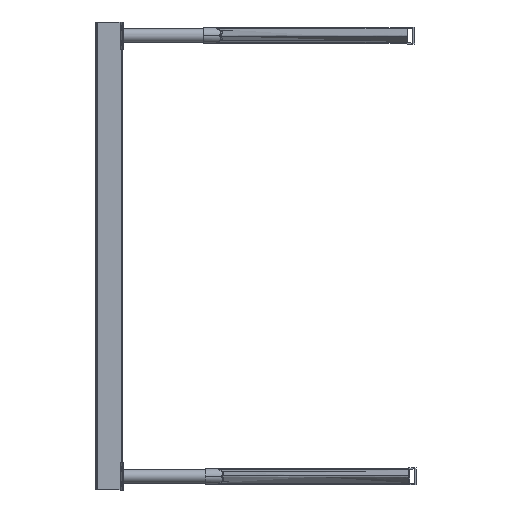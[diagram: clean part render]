
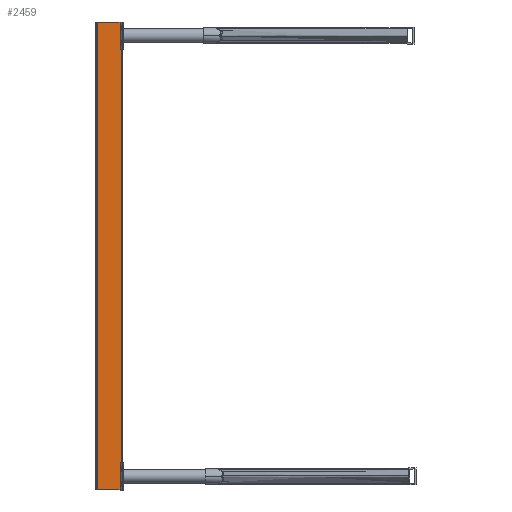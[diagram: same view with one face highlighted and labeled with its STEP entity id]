
A CAD part, left-side view. The second image highlights one B-rep face of the part: STEP entity #2459.
In plain terms, the highlighted face is planar.
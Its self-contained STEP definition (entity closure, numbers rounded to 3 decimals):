
#62 = DIRECTION ( 'NONE',  ( 0., 0., 1. ) ) ;
#191 = VERTEX_POINT ( 'NONE', #1552 ) ;
#241 = DIRECTION ( 'NONE',  ( -1., 0., 0. ) ) ;
#263 = CARTESIAN_POINT ( 'NONE',  ( 3505.2, 12.7, -47.625 ) ) ;
#318 = EDGE_CURVE ( 'NONE', #3402, #4370, #3732, .T. ) ;
#379 = CARTESIAN_POINT ( 'NONE',  ( 3505.2, 190.5, -47.625 ) ) ;
#440 = FACE_OUTER_BOUND ( 'NONE', #1363, .T. ) ;
#563 = VECTOR ( 'NONE', #4199, 1000. ) ;
#1143 = LINE ( 'NONE', #263, #2917 ) ;
#1188 = ORIENTED_EDGE ( 'NONE', *, *, #3397, .T. ) ;
#1236 = EDGE_CURVE ( 'NONE', #191, #3402, #1143, .T. ) ;
#1363 = EDGE_LOOP ( 'NONE', ( #1188, #3391, #2918, #4485 ) ) ;
#1552 = CARTESIAN_POINT ( 'NONE',  ( 3505.2, 12.7, -47.625 ) ) ;
#1638 = DIRECTION ( 'NONE',  ( 0., -1., 0. ) ) ;
#1972 = CARTESIAN_POINT ( 'NONE',  ( 0., 12.7, -47.625 ) ) ;
#2028 = PLANE ( 'NONE',  #4825 ) ;
#2066 = DIRECTION ( 'NONE',  ( 0., 1., 0. ) ) ;
#2459 = ADVANCED_FACE ( 'NONE', ( #440 ), #2028, .F. ) ;
#2782 = CARTESIAN_POINT ( 'NONE',  ( 0., 190.5, -47.625 ) ) ;
#2832 = VERTEX_POINT ( 'NONE', #1972 ) ;
#2917 = VECTOR ( 'NONE', #3374, 1000. ) ;
#2918 = ORIENTED_EDGE ( 'NONE', *, *, #1236, .F. ) ;
#2997 = CARTESIAN_POINT ( 'NONE',  ( 3505.2, 12.7, -47.625 ) ) ;
#3304 = CARTESIAN_POINT ( 'NONE',  ( 3505.2, 190.5, -47.625 ) ) ;
#3374 = DIRECTION ( 'NONE',  ( 0., 1., 0. ) ) ;
#3391 = ORIENTED_EDGE ( 'NONE', *, *, #318, .F. ) ;
#3397 = EDGE_CURVE ( 'NONE', #2832, #4370, #4714, .T. ) ;
#3402 = VERTEX_POINT ( 'NONE', #379 ) ;
#3579 = CARTESIAN_POINT ( 'NONE',  ( 3505.2, 12.7, -47.625 ) ) ;
#3595 = CARTESIAN_POINT ( 'NONE',  ( 0., 12.7, -47.625 ) ) ;
#3732 = LINE ( 'NONE', #3304, #4219 ) ;
#4199 = DIRECTION ( 'NONE',  ( -1., 0., 0. ) ) ;
#4219 = VECTOR ( 'NONE', #241, 1000. ) ;
#4370 = VERTEX_POINT ( 'NONE', #2782 ) ;
#4402 = VECTOR ( 'NONE', #2066, 1000. ) ;
#4485 = ORIENTED_EDGE ( 'NONE', *, *, #4729, .T. ) ;
#4714 = LINE ( 'NONE', #3595, #4402 ) ;
#4729 = EDGE_CURVE ( 'NONE', #191, #2832, #4964, .T. ) ;
#4825 = AXIS2_PLACEMENT_3D ( 'NONE', #3579, #62, #1638 ) ;
#4964 = LINE ( 'NONE', #2997, #563 ) ;
